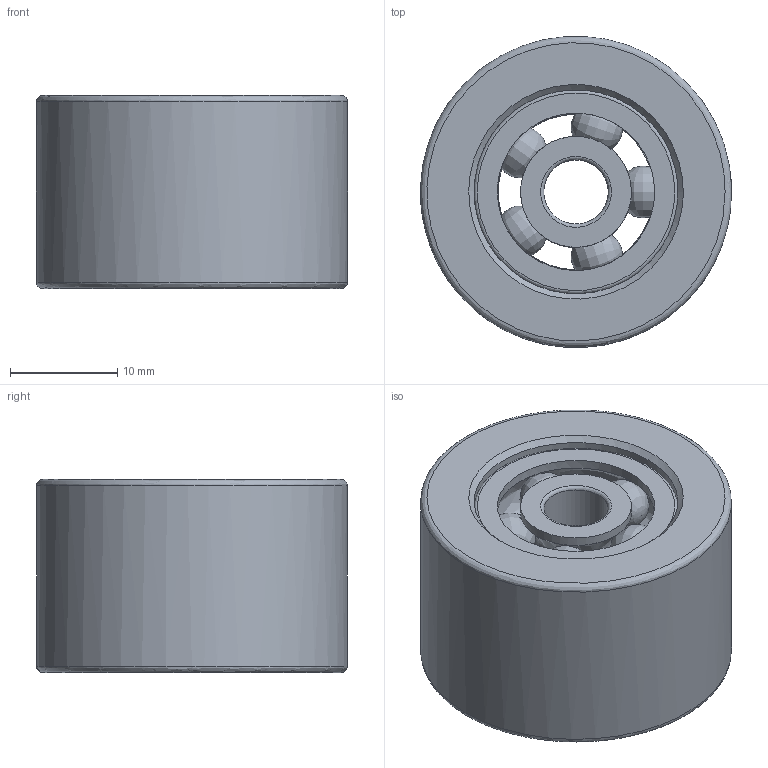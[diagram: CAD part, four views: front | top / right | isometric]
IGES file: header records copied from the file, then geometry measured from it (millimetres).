
Global section: file name: SZ2230S_A; native system: Autodesk Inventor 2015; preprocessor: unknown; author: Behrens; date: 20151118.152119; units: millimetre
Bounding box: 29 x 28.98 x 18 mm (x, y, z)
Volume: 9400.8 mm3; surface area: 7263.7 mm2
Topology: 16 solids, 16 shells, 78 faces, 217 edges, 153 vertices
Faces by surface type: bspline 78
